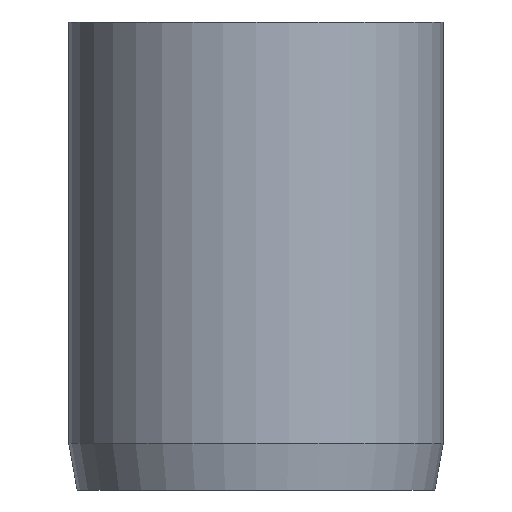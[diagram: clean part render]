
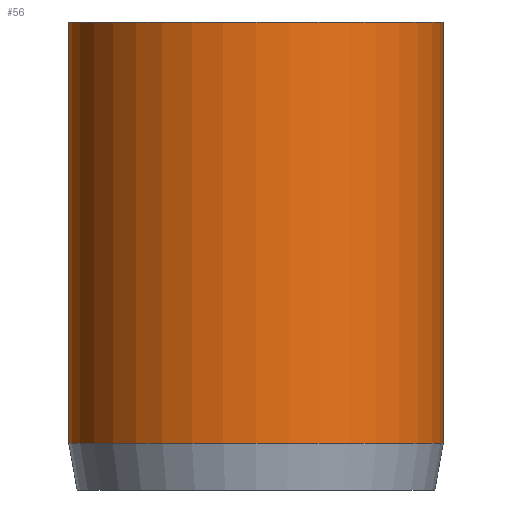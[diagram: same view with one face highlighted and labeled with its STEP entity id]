
A CAD part, front view. The second image highlights one B-rep face of the part: STEP entity #56.
In plain terms, the highlighted cylindrical face has radius 6 mm (diameter 12 mm), a partial arc.
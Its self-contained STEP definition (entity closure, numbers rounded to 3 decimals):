
#1 = CARTESIAN_POINT ( 'NONE',  ( 6., 0., 15. ) ) ;
#52 = DIRECTION ( 'NONE',  ( 0., 0., 1. ) ) ;
#56 = ADVANCED_FACE ( 'NONE', ( #566 ), #1035, .T. ) ;
#87 = VECTOR ( 'NONE', #479, 1000. ) ;
#89 = DIRECTION ( 'NONE',  ( 0., 0., -1. ) ) ;
#163 = CIRCLE ( 'NONE', #207, 6. ) ;
#207 = AXIS2_PLACEMENT_3D ( 'NONE', #849, #300, #942 ) ;
#226 = VERTEX_POINT ( 'NONE', #1 ) ;
#228 = ORIENTED_EDGE ( 'NONE', *, *, #818, .F. ) ;
#300 = DIRECTION ( 'NONE',  ( 0., 0., 1. ) ) ;
#322 = LINE ( 'NONE', #638, #87 ) ;
#366 = CARTESIAN_POINT ( 'NONE',  ( 0., 0., 15. ) ) ;
#397 = EDGE_CURVE ( 'NONE', #739, #907, #322, .T. ) ;
#419 = VERTEX_POINT ( 'NONE', #545 ) ;
#472 = CIRCLE ( 'NONE', #1019, 6. ) ;
#479 = DIRECTION ( 'NONE',  ( 0., 0., -1. ) ) ;
#516 = VECTOR ( 'NONE', #89, 1000. ) ;
#545 = CARTESIAN_POINT ( 'NONE',  ( 6., 0., 1.5 ) ) ;
#566 = FACE_OUTER_BOUND ( 'NONE', #1150, .T. ) ;
#587 = ORIENTED_EDGE ( 'NONE', *, *, #397, .T. ) ;
#589 = CARTESIAN_POINT ( 'NONE',  ( 0., 0., 15. ) ) ;
#610 = CARTESIAN_POINT ( 'NONE',  ( -6., 0., 15. ) ) ;
#634 = AXIS2_PLACEMENT_3D ( 'NONE', #366, #669, #1004 ) ;
#638 = CARTESIAN_POINT ( 'NONE',  ( -6., 0., 15. ) ) ;
#669 = DIRECTION ( 'NONE',  ( 0., 0., -1. ) ) ;
#687 = DIRECTION ( 'NONE',  ( 1., 0., 0. ) ) ;
#717 = CARTESIAN_POINT ( 'NONE',  ( 6., 0., 15. ) ) ;
#739 = VERTEX_POINT ( 'NONE', #610 ) ;
#806 = ORIENTED_EDGE ( 'NONE', *, *, #1006, .T. ) ;
#818 = EDGE_CURVE ( 'NONE', #226, #419, #984, .T. ) ;
#836 = CARTESIAN_POINT ( 'NONE',  ( -6., 0., 1.5 ) ) ;
#849 = CARTESIAN_POINT ( 'NONE',  ( 0., 0., 1.5 ) ) ;
#907 = VERTEX_POINT ( 'NONE', #836 ) ;
#942 = DIRECTION ( 'NONE',  ( 1., 0., 0. ) ) ;
#984 = LINE ( 'NONE', #717, #516 ) ;
#1004 = DIRECTION ( 'NONE',  ( -1., 0., 0. ) ) ;
#1006 = EDGE_CURVE ( 'NONE', #907, #419, #163, .T. ) ;
#1019 = AXIS2_PLACEMENT_3D ( 'NONE', #589, #52, #687 ) ;
#1035 = CYLINDRICAL_SURFACE ( 'NONE', #634, 6. ) ;
#1071 = EDGE_CURVE ( 'NONE', #739, #226, #472, .T. ) ;
#1137 = ORIENTED_EDGE ( 'NONE', *, *, #1071, .F. ) ;
#1150 = EDGE_LOOP ( 'NONE', ( #228, #1137, #587, #806 ) ) ;
